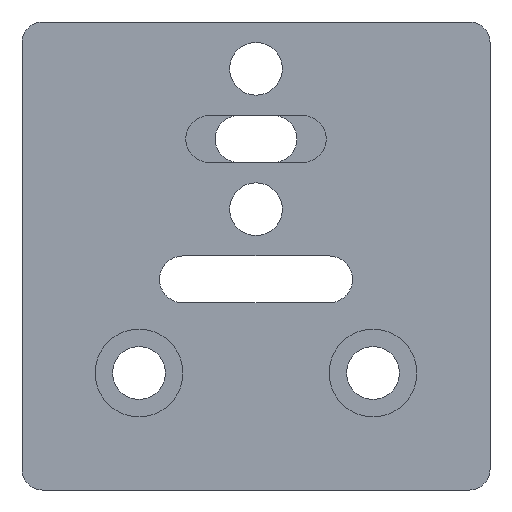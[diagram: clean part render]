
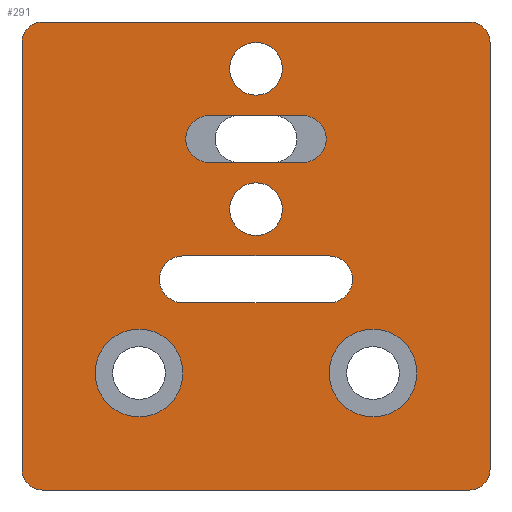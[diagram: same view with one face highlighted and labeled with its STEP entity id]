
A CAD part, front view. The second image highlights one B-rep face of the part: STEP entity #291.
In plain terms, the highlighted planar face has unit normal (0, -1, 0).
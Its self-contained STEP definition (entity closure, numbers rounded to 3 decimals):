
#60=CARTESIAN_POINT('',(-40.,0.0,36.5));
#61=VERTEX_POINT('',#60);
#68=CARTESIAN_POINT('',(-36.5,0.0,40.));
#69=VERTEX_POINT('',#68);
#70=CARTESIAN_POINT('',(-36.5,0.0,36.5));
#71=DIRECTION('',(0.0,1.,0.0));
#72=DIRECTION('',(-0.707,0.0,0.707));
#73=AXIS2_PLACEMENT_3D('',#70,#71,#72);
#74=CIRCLE('',#73,3.5);
#75=EDGE_CURVE('',#61,#69,#74,.T.);
#92=CARTESIAN_POINT('',(36.5,0.0,40.));
#93=VERTEX_POINT('',#92);
#94=CARTESIAN_POINT('',(-36.5,0.0,40.));
#95=DIRECTION('',(1.0,0.0,0.0));
#96=VECTOR('',#95,73.0);
#97=LINE('',#94,#96);
#98=EDGE_CURVE('',#69,#93,#97,.T.);
#117=CARTESIAN_POINT('',(0.0,0.0,0.));
#118=DIRECTION('',(0.0,1.0,0.0));
#119=DIRECTION('',(0.0,0.0,1.0));
#120=AXIS2_PLACEMENT_3D('',#117,#118,#119);
#121=PLANE('',#120);
#122=ORIENTED_EDGE('',*,*,#75,.F.);
#123=CARTESIAN_POINT('',(-40.,0.0,-36.5));
#124=VERTEX_POINT('',#123);
#125=CARTESIAN_POINT('',(-40.,0.0,-36.5));
#126=DIRECTION('',(0.0,0.0,1.0));
#127=VECTOR('',#126,73.);
#128=LINE('',#125,#127);
#129=EDGE_CURVE('',#124,#61,#128,.T.);
#130=ORIENTED_EDGE('',*,*,#129,.F.);
#131=CARTESIAN_POINT('',(-36.5,0.0,-40.0));
#132=VERTEX_POINT('',#131);
#133=CARTESIAN_POINT('',(-36.5,0.0,-36.5));
#134=DIRECTION('',(0.0,1.,0.0));
#135=DIRECTION('',(-0.707,0.0,-0.707));
#136=AXIS2_PLACEMENT_3D('',#133,#134,#135);
#137=CIRCLE('',#136,3.5);
#138=EDGE_CURVE('',#132,#124,#137,.T.);
#139=ORIENTED_EDGE('',*,*,#138,.F.);
#140=CARTESIAN_POINT('',(36.5,0.0,-40.0));
#141=VERTEX_POINT('',#140);
#142=CARTESIAN_POINT('',(36.5,0.0,-40.0));
#143=DIRECTION('',(-1.0,0.0,0.0));
#144=VECTOR('',#143,73.);
#145=LINE('',#142,#144);
#146=EDGE_CURVE('',#141,#132,#145,.T.);
#147=ORIENTED_EDGE('',*,*,#146,.F.);
#148=CARTESIAN_POINT('',(40.,0.0,-36.5));
#149=VERTEX_POINT('',#148);
#150=CARTESIAN_POINT('',(36.5,0.0,-36.5));
#151=DIRECTION('',(0.0,1.0,0.0));
#152=DIRECTION('',(0.707,0.0,-0.707));
#153=AXIS2_PLACEMENT_3D('',#150,#151,#152);
#154=CIRCLE('',#153,3.5);
#155=EDGE_CURVE('',#149,#141,#154,.T.);
#156=ORIENTED_EDGE('',*,*,#155,.F.);
#157=CARTESIAN_POINT('',(40.,0.0,36.5));
#158=VERTEX_POINT('',#157);
#159=CARTESIAN_POINT('',(40.,0.0,36.5));
#160=DIRECTION('',(0.0,0.0,-1.0));
#161=VECTOR('',#160,73.0);
#162=LINE('',#159,#161);
#163=EDGE_CURVE('',#158,#149,#162,.T.);
#164=ORIENTED_EDGE('',*,*,#163,.F.);
#165=CARTESIAN_POINT('',(36.5,0.0,36.5));
#166=DIRECTION('',(0.0,1.0,0.0));
#167=DIRECTION('',(0.707,0.0,0.707));
#168=AXIS2_PLACEMENT_3D('',#165,#166,#167);
#169=CIRCLE('',#168,3.5);
#170=EDGE_CURVE('',#93,#158,#169,.T.);
#171=ORIENTED_EDGE('',*,*,#170,.F.);
#172=ORIENTED_EDGE('',*,*,#98,.F.);
#173=EDGE_LOOP('',(#122,#130,#139,#147,#156,#164,#171,#172));
#174=FACE_OUTER_BOUND('',#173,.T.);
#175=CARTESIAN_POINT('',(-4.5,0.0,32.0));
#176=VERTEX_POINT('',#175);
#177=CARTESIAN_POINT('',(0.0,0.0,32.0));
#178=DIRECTION('',(0.0,1.0,0.0));
#179=DIRECTION('',(1.0,0.0,0.0));
#180=AXIS2_PLACEMENT_3D('',#177,#178,#179);
#181=CIRCLE('',#180,4.5);
#182=EDGE_CURVE('',#176,#176,#181,.T.);
#183=ORIENTED_EDGE('',*,*,#182,.T.);
#184=EDGE_LOOP('',(#183));
#185=FACE_BOUND('',#184,.T.);
#186=CARTESIAN_POINT('',(-4.5,0.0,8.));
#187=VERTEX_POINT('',#186);
#188=CARTESIAN_POINT('',(0.0,0.0,8.));
#189=DIRECTION('',(0.0,1.0,0.0));
#190=DIRECTION('',(1.0,0.0,0.0));
#191=AXIS2_PLACEMENT_3D('',#188,#189,#190);
#192=CIRCLE('',#191,4.5);
#193=EDGE_CURVE('',#187,#187,#192,.T.);
#194=ORIENTED_EDGE('',*,*,#193,.T.);
#195=EDGE_LOOP('',(#194));
#196=FACE_BOUND('',#195,.T.);
#197=CARTESIAN_POINT('',(8.0,0.0,16.0));
#198=VERTEX_POINT('',#197);
#199=CARTESIAN_POINT('',(-8.0,0.0,16.0));
#200=VERTEX_POINT('',#199);
#201=CARTESIAN_POINT('',(8.0,0.0,16.0));
#202=DIRECTION('',(-1.0,0.0,0.0));
#203=VECTOR('',#202,16.0);
#204=LINE('',#201,#203);
#205=EDGE_CURVE('',#198,#200,#204,.T.);
#206=ORIENTED_EDGE('',*,*,#205,.T.);
#207=CARTESIAN_POINT('',(-8.0,0.0,24.));
#208=VERTEX_POINT('',#207);
#209=CARTESIAN_POINT('',(-8.0,0.0,20.0));
#210=DIRECTION('',(0.0,1.0,0.0));
#211=DIRECTION('',(0.0,0.0,1.0));
#212=AXIS2_PLACEMENT_3D('',#209,#210,#211);
#213=CIRCLE('',#212,4.0);
#214=EDGE_CURVE('',#200,#208,#213,.T.);
#215=ORIENTED_EDGE('',*,*,#214,.T.);
#216=CARTESIAN_POINT('',(8.0,0.0,24.));
#217=VERTEX_POINT('',#216);
#218=CARTESIAN_POINT('',(-8.0,0.0,24.));
#219=DIRECTION('',(1.0,0.0,0.0));
#220=VECTOR('',#219,16.0);
#221=LINE('',#218,#220);
#222=EDGE_CURVE('',#208,#217,#221,.T.);
#223=ORIENTED_EDGE('',*,*,#222,.T.);
#224=CARTESIAN_POINT('',(8.0,0.0,20.0));
#225=DIRECTION('',(0.0,1.0,0.0));
#226=DIRECTION('',(0.0,0.0,-1.0));
#227=AXIS2_PLACEMENT_3D('',#224,#225,#226);
#228=CIRCLE('',#227,4.0);
#229=EDGE_CURVE('',#217,#198,#228,.T.);
#230=ORIENTED_EDGE('',*,*,#229,.T.);
#231=EDGE_LOOP('',(#206,#215,#223,#230));
#232=FACE_BOUND('',#231,.T.);
#233=CARTESIAN_POINT('',(12.5,0.0,-8.0));
#234=VERTEX_POINT('',#233);
#235=CARTESIAN_POINT('',(-12.5,0.0,-8.0));
#236=VERTEX_POINT('',#235);
#237=CARTESIAN_POINT('',(12.5,0.0,-8.0));
#238=DIRECTION('',(-1.0,0.0,0.0));
#239=VECTOR('',#238,25.0);
#240=LINE('',#237,#239);
#241=EDGE_CURVE('',#234,#236,#240,.T.);
#242=ORIENTED_EDGE('',*,*,#241,.T.);
#243=CARTESIAN_POINT('',(-12.5,0.0,0.));
#244=VERTEX_POINT('',#243);
#245=CARTESIAN_POINT('',(-12.5,0.0,-4.));
#246=DIRECTION('',(0.0,1.0,0.0));
#247=DIRECTION('',(0.0,0.0,1.0));
#248=AXIS2_PLACEMENT_3D('',#245,#246,#247);
#249=CIRCLE('',#248,4.0);
#250=EDGE_CURVE('',#236,#244,#249,.T.);
#251=ORIENTED_EDGE('',*,*,#250,.T.);
#252=CARTESIAN_POINT('',(12.5,0.0,0.));
#253=VERTEX_POINT('',#252);
#254=CARTESIAN_POINT('',(-12.5,0.0,0.));
#255=DIRECTION('',(1.0,0.0,0.0));
#256=VECTOR('',#255,25.0);
#257=LINE('',#254,#256);
#258=EDGE_CURVE('',#244,#253,#257,.T.);
#259=ORIENTED_EDGE('',*,*,#258,.T.);
#260=CARTESIAN_POINT('',(12.5,0.0,-4.));
#261=DIRECTION('',(0.0,1.0,0.0));
#262=DIRECTION('',(0.0,0.0,-1.0));
#263=AXIS2_PLACEMENT_3D('',#260,#261,#262);
#264=CIRCLE('',#263,4.0);
#265=EDGE_CURVE('',#253,#234,#264,.T.);
#266=ORIENTED_EDGE('',*,*,#265,.T.);
#267=EDGE_LOOP('',(#242,#251,#259,#266));
#268=FACE_BOUND('',#267,.T.);
#269=CARTESIAN_POINT('',(-12.5,0.0,-20.));
#270=VERTEX_POINT('',#269);
#271=CARTESIAN_POINT('',(-20.,0.0,-20.));
#272=DIRECTION('',(0.0,1.0,0.0));
#273=DIRECTION('',(1.0,0.0,0.0));
#274=AXIS2_PLACEMENT_3D('',#271,#272,#273);
#275=CIRCLE('',#274,7.5);
#276=EDGE_CURVE('',#270,#270,#275,.T.);
#277=ORIENTED_EDGE('',*,*,#276,.T.);
#278=EDGE_LOOP('',(#277));
#279=FACE_BOUND('',#278,.T.);
#280=CARTESIAN_POINT('',(27.5,0.0,-20.));
#281=VERTEX_POINT('',#280);
#282=CARTESIAN_POINT('',(20.,0.0,-20.));
#283=DIRECTION('',(0.0,1.0,0.0));
#284=DIRECTION('',(1.0,0.0,0.0));
#285=AXIS2_PLACEMENT_3D('',#282,#283,#284);
#286=CIRCLE('',#285,7.5);
#287=EDGE_CURVE('',#281,#281,#286,.T.);
#288=ORIENTED_EDGE('',*,*,#287,.T.);
#289=EDGE_LOOP('',(#288));
#290=FACE_BOUND('',#289,.T.);
#291=ADVANCED_FACE('',(#174,#185,#196,#232,#268,#279,#290),#121,.F.);
